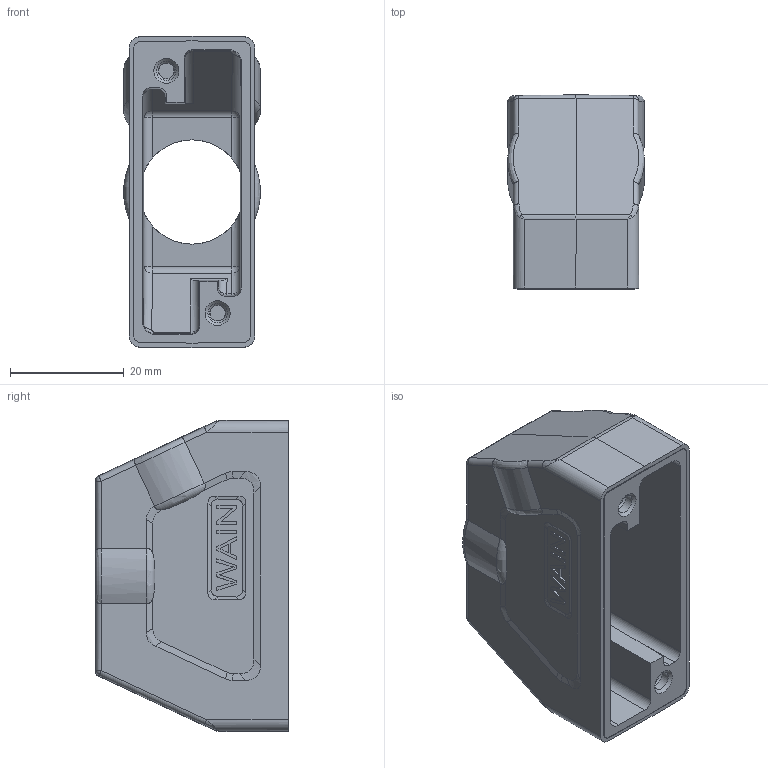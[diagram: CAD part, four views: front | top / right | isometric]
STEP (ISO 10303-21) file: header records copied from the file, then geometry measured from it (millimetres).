
FILE_DESCRIPTION(/* description */ (''),/* implementation_level */ '2;1');
FILE_NAME(/* name */ 'te.stp',/* time_stamp */ '2017-06-23T14:52:48+08:00',/* author */ (''),/* organization */ (''),/* preprocessor_version */ 'ST-DEVELOPER v11',/* originating_system */ 'SIEMENS PLM Software NX 7.0',/* authorisation */ '');
FILE_SCHEMA (('CONFIG_CONTROL_DESIGN'));
Length unit declared in the file: millimetre
Products named in the file (1): H1M-TE (M20)
Bounding box: 24 x 34 x 54.6 mm (x, y, z)
Volume: 15250.4 mm3; surface area: 10062 mm2
Topology: 1 solids, 1 shells, 272 faces, 704 edges, 440 vertices
Faces by surface type: plane 140, cylinder 76, extrusion 16, bspline 16, sphere 12, cone 8, torus 4
Full cylindrical faces by diameter (mm): 3.4 x2, 18.3 x1
Entity records: 8954 total; most frequent: CARTESIAN_POINT 2653, ORIENTED_EDGE 1368, DIRECTION 1152, EDGE_CURVE 684, VERTEX_POINT 438, AXIS2_PLACEMENT_3D 409, VECTOR 334, LINE 318
